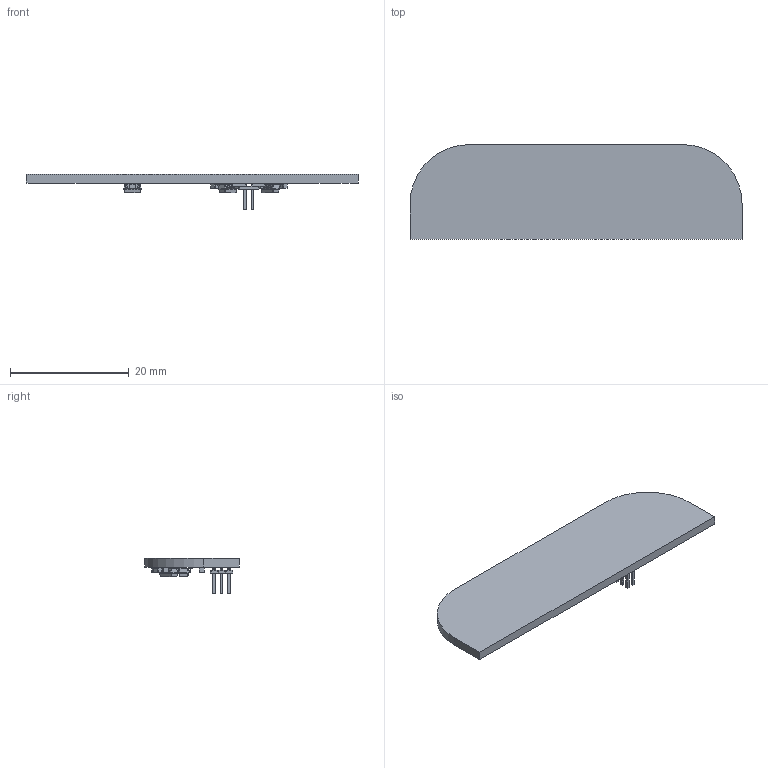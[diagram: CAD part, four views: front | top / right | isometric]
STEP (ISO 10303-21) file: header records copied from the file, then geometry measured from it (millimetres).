
FILE_DESCRIPTION(('KiCad electronic assembly'),'2;1');
FILE_NAME('Touchpad.step','2025-08-20T19:21:57',('Pcbnew'),('Kicad'), 'Open CASCADE STEP processor 7.9','KiCad to STEP converter','Unknown' );
FILE_SCHEMA(('AUTOMOTIVE_DESIGN { 1 0 10303 214 1 1 1 1 }'));
Length unit declared in the file: millimetre
Products named in the file (5): Touchpad 1; C_0603_1608Metric; SOT-23-6; PinHeader_2x03_P1.27mm_Vertical_SMD; Touchpad_PCB
Assembly tree (11 placements, depth 2):
  Touchpad 1
    C_0603_1608Metric  x6
    SOT-23-6  x3
    PinHeader_2x03_P1.27mm_Vertical_SMD
    Touchpad_PCB
Bounding box: 56 x 16 x 6 mm (x, y, z)
Volume: 1325.3 mm3; surface area: 2117.7 mm2
Topology: 11 solids, 11 shells, 663 faces, 1719 edges, 1099 vertices
Faces by surface type: plane 463, cylinder 152, bspline 48
Entity records: 10855 total; most frequent: CARTESIAN_POINT 1575, ORIENTED_EDGE 1474, DIRECTION 1372, EDGE_CURVE 737, LINE 624, VECTOR 624, VERTEX_POINT 465, AXIS2_PLACEMENT_3D 374
